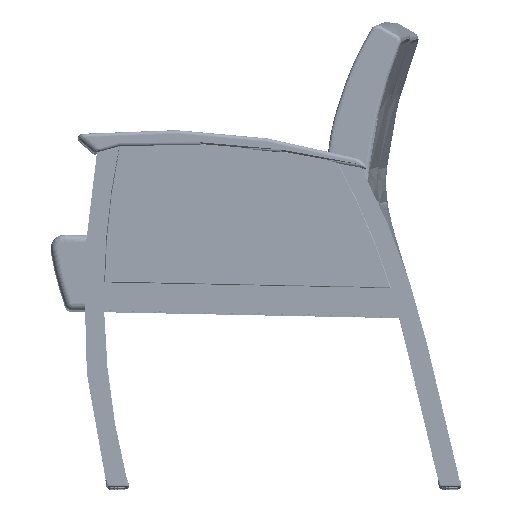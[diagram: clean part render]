
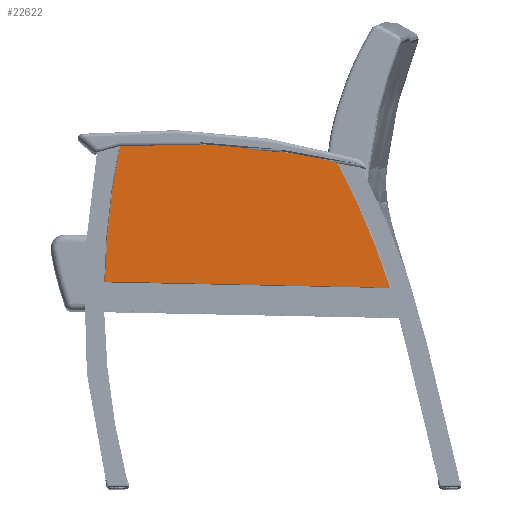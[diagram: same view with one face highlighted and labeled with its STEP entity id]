
A CAD part, top view. The second image highlights one B-rep face of the part: STEP entity #22622.
In plain terms, the highlighted planar face has unit normal (0, 0, 1).
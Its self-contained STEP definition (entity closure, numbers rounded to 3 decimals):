
#2083=PLANE('',#25193);
#3923=LINE('',#59595,#5098);
#5098=VECTOR('',#31129,0.394);
#7133=FACE_OUTER_BOUND('',#8874,.T.);
#8874=EDGE_LOOP('',(#20987,#20988,#20989,#20990));
#9975=CIRCLE('',#25190,53.107);
#9977=CIRCLE('',#25194,53.107);
#9978=CIRCLE('',#25195,59.771);
#11868=VERTEX_POINT('',#59560);
#11871=VERTEX_POINT('',#59580);
#11872=VERTEX_POINT('',#59597);
#11874=VERTEX_POINT('',#59603);
#14918=EDGE_CURVE('',#11871,#11868,#3923,.T.);
#14919=EDGE_CURVE('',#11868,#11872,#9975,.T.);
#14922=EDGE_CURVE('',#11874,#11871,#9977,.T.);
#14923=EDGE_CURVE('',#11872,#11874,#9978,.T.);
#20987=ORIENTED_EDGE('',*,*,#14918,.F.);
#20988=ORIENTED_EDGE('',*,*,#14922,.F.);
#20989=ORIENTED_EDGE('',*,*,#14923,.F.);
#20990=ORIENTED_EDGE('',*,*,#14919,.F.);
#22622=ADVANCED_FACE('',(#7133),#2083,.T.);
#25190=AXIS2_PLACEMENT_3D('',#59598,#31132,#31133);
#25193=AXIS2_PLACEMENT_3D('',#59602,#31138,#31139);
#25194=AXIS2_PLACEMENT_3D('',#59604,#31140,#31141);
#25195=AXIS2_PLACEMENT_3D('',#59605,#31142,#31143);
#31129=DIRECTION('',(-1.,0.02,0.));
#31132=DIRECTION('center_axis',(0.,0.,-1.));
#31133=DIRECTION('ref_axis',(-0.994,0.11,0.));
#31138=DIRECTION('center_axis',(0.,0.,1.));
#31139=DIRECTION('ref_axis',(1.,0.,0.));
#31140=DIRECTION('center_axis',(0.,0.,-1.));
#31141=DIRECTION('ref_axis',(0.921,0.39,0.));
#31142=DIRECTION('center_axis',(0.,0.,-1.));
#31143=DIRECTION('ref_axis',(0.068,0.998,0.));
#59560=CARTESIAN_POINT('',(-10.294,-4.614,0.813));
#59580=CARTESIAN_POINT('',(10.063,-5.024,0.813));
#59595=CARTESIAN_POINT('',(4.99,-4.922,0.813));
#59597=CARTESIAN_POINT('',(-9.201,5.166,0.813));
#59598=CARTESIAN_POINT('Origin',(42.804,-5.595,0.813));
#59602=CARTESIAN_POINT('Origin',(0.,0.,0.813));
#59603=CARTESIAN_POINT('',(6.211,4.023,0.813));
#59604=CARTESIAN_POINT('Origin',(-40.515,-21.216,0.813));
#59605=CARTESIAN_POINT('Origin',(-5.878,-54.512,0.813));
